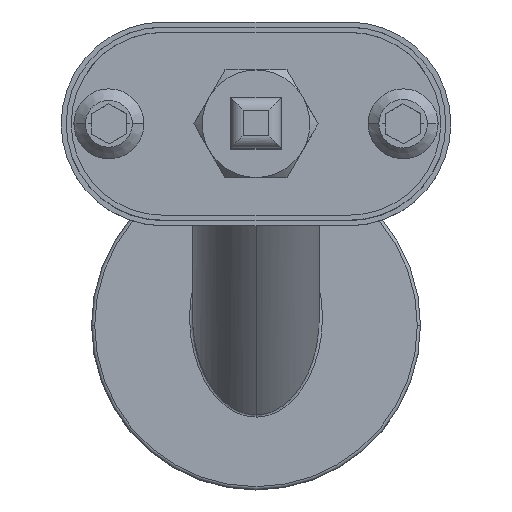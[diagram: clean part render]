
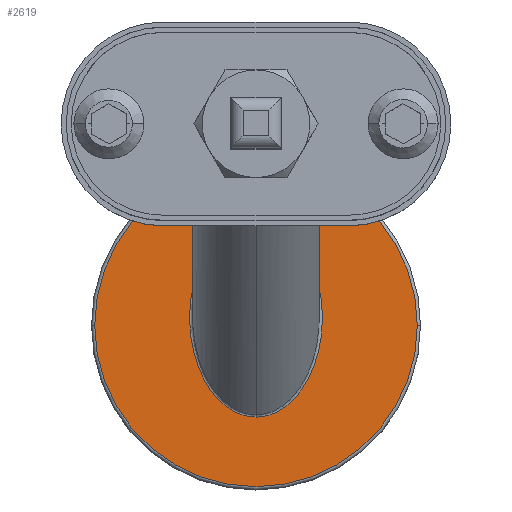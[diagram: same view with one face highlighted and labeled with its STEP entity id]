
A CAD part, top view. The second image highlights one B-rep face of the part: STEP entity #2619.
In plain terms, the highlighted planar face has unit normal (0, 0, 1).
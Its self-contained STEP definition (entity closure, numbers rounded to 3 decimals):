
#32 = VERTEX_POINT ( 'NONE', #3739 ) ;
#118 = VERTEX_POINT ( 'NONE', #3122 ) ;
#233 = DIRECTION ( 'NONE',  ( -1., 0., 0. ) ) ;
#295 = DIRECTION ( 'NONE',  ( 0., 0., 1. ) ) ;
#316 = EDGE_CURVE ( 'NONE', #3029, #32, #3674, .T. ) ;
#319 = FACE_BOUND ( 'NONE', #1854, .T. ) ;
#338 = CIRCLE ( 'NONE', #2486, 25.5 ) ;
#1028 = AXIS2_PLACEMENT_3D ( 'NONE', #1641, #4296, #3306 ) ;
#1044 = CARTESIAN_POINT ( 'NONE',  ( 0., -14.86, -51. ) ) ;
#1119 = ORIENTED_EDGE ( 'NONE', *, *, #1121, .T. ) ;
#1121 = EDGE_CURVE ( 'NONE', #32, #3029, #3335, .T. ) ;
#1266 = CARTESIAN_POINT ( 'NONE',  ( -21., -46.251, -51. ) ) ;
#1442 = EDGE_CURVE ( 'NONE', #118, #3441, #338, .T. ) ;
#1472 = EDGE_LOOP ( 'NONE', ( #3984, #3563 ) ) ;
#1548 = EDGE_CURVE ( 'NONE', #3441, #118, #2219, .T. ) ;
#1641 = CARTESIAN_POINT ( 'NONE',  ( 0., -31.75, -51. ) ) ;
#1658 = CARTESIAN_POINT ( 'NONE',  ( 0., -46.251, -51. ) ) ;
#1686 = PLANE ( 'NONE',  #1028 ) ;
#1722 = ORIENTED_EDGE ( 'NONE', *, *, #316, .T. ) ;
#1854 = EDGE_LOOP ( 'NONE', ( #1119, #1722 ) ) ;
#2028 = CARTESIAN_POINT ( 'NONE',  ( 21., -46.251, -51. ) ) ;
#2053 = CARTESIAN_POINT ( 'NONE',  ( 0., -14.86, -51. ) ) ;
#2219 = CIRCLE ( 'NONE', #2910, 25.5 ) ;
#2355 = CARTESIAN_POINT ( 'NONE',  ( 21., -14.86, -51. ) ) ;
#2486 = AXIS2_PLACEMENT_3D ( 'NONE', #3148, #3769, #2824 ) ;
#2574 = CARTESIAN_POINT ( 'NONE',  ( 0., -14.86, -51. ) ) ;
#2619 = ADVANCED_FACE ( 'NONE', ( #319, #3608 ), #1686, .F. ) ;
#2824 = DIRECTION ( 'NONE',  ( -1., 0., 0. ) ) ;
#2910 = AXIS2_PLACEMENT_3D ( 'NONE', #3925, #295, #233 ) ;
#3029 = VERTEX_POINT ( 'NONE', #2053 ) ;
#3122 = CARTESIAN_POINT ( 'NONE',  ( -25.5, -31.75, -51. ) ) ;
#3139 = CARTESIAN_POINT ( 'NONE',  ( 25.5, -31.75, -51. ) ) ;
#3148 = CARTESIAN_POINT ( 'NONE',  ( 0., -31.75, -51. ) ) ;
#3268 = CARTESIAN_POINT ( 'NONE',  ( -21., -14.86, -51. ) ) ;
#3306 = DIRECTION ( 'NONE',  ( -1., 0., 0. ) ) ;
#3335 =( BOUNDED_CURVE ( )  B_SPLINE_CURVE ( 3, ( #1658, #1266, #3268, #2574 ),
 .UNSPECIFIED., .F., .F. ) 
 B_SPLINE_CURVE_WITH_KNOTS ( ( 4, 4 ),
 ( 0., 3.142 ),
 .UNSPECIFIED. ) 
 CURVE ( )  GEOMETRIC_REPRESENTATION_ITEM ( )  RATIONAL_B_SPLINE_CURVE ( ( 1., 0.333, 0.333, 1. ) ) 
 REPRESENTATION_ITEM ( '' )  );
#3361 = CARTESIAN_POINT ( 'NONE',  ( 0., -46.251, -51. ) ) ;
#3441 = VERTEX_POINT ( 'NONE', #3139 ) ;
#3563 = ORIENTED_EDGE ( 'NONE', *, *, #1548, .T. ) ;
#3608 = FACE_OUTER_BOUND ( 'NONE', #1472, .T. ) ;
#3674 =( BOUNDED_CURVE ( )  B_SPLINE_CURVE ( 3, ( #1044, #2355, #2028, #3361 ),
 .UNSPECIFIED., .F., .T. ) 
 B_SPLINE_CURVE_WITH_KNOTS ( ( 4, 4 ),
 ( 3.142, 6.283 ),
 .UNSPECIFIED. ) 
 CURVE ( )  GEOMETRIC_REPRESENTATION_ITEM ( )  RATIONAL_B_SPLINE_CURVE ( ( 1., 0.333, 0.333, 1. ) ) 
 REPRESENTATION_ITEM ( '' )  );
#3739 = CARTESIAN_POINT ( 'NONE',  ( 0., -46.251, -51. ) ) ;
#3769 = DIRECTION ( 'NONE',  ( 0., 0., 1. ) ) ;
#3925 = CARTESIAN_POINT ( 'NONE',  ( 0., -31.75, -51. ) ) ;
#3984 = ORIENTED_EDGE ( 'NONE', *, *, #1442, .T. ) ;
#4296 = DIRECTION ( 'NONE',  ( 0., 0., -1. ) ) ;
